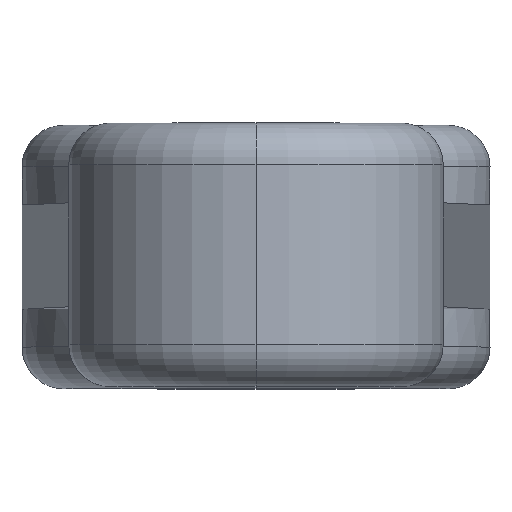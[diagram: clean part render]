
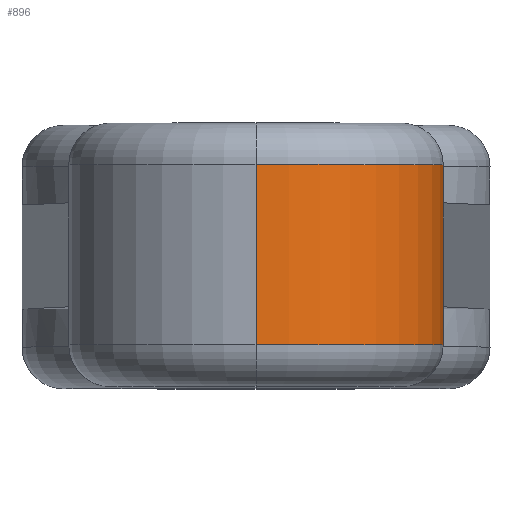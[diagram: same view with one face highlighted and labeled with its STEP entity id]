
A CAD part, top view. The second image highlights one B-rep face of the part: STEP entity #896.
In plain terms, the highlighted cylindrical face has radius 45 mm (diameter 90 mm), a partial arc.
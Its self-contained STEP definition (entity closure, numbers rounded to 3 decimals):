
#53 = VERTEX_POINT ( 'NONE', #136 ) ;
#75 = DIRECTION ( 'NONE',  ( 0., 0., 1. ) ) ;
#76 = CARTESIAN_POINT ( 'NONE',  ( 0., 31.65, 0. ) ) ;
#136 = CARTESIAN_POINT ( 'NONE',  ( 0., -21.65, -45. ) ) ;
#156 = VECTOR ( 'NONE', #953, 1000. ) ;
#172 = ORIENTED_EDGE ( 'NONE', *, *, #1036, .F. ) ;
#181 = VERTEX_POINT ( 'NONE', #858 ) ;
#194 = VERTEX_POINT ( 'NONE', #709 ) ;
#201 = CARTESIAN_POINT ( 'NONE',  ( 44.968, -12.5, 1.687 ) ) ;
#206 = LINE ( 'NONE', #278, #444 ) ;
#224 = EDGE_CURVE ( 'NONE', #905, #1200, #299, .T. ) ;
#237 = CIRCLE ( 'NONE', #1192, 45. ) ;
#263 = ORIENTED_EDGE ( 'NONE', *, *, #948, .F. ) ;
#278 = CARTESIAN_POINT ( 'NONE',  ( 0., 31.65, -45. ) ) ;
#285 = DIRECTION ( 'NONE',  ( 0., -1., 0. ) ) ;
#293 = CARTESIAN_POINT ( 'NONE',  ( 0., 31.65, -45. ) ) ;
#299 = CIRCLE ( 'NONE', #1197, 45. ) ;
#302 = CIRCLE ( 'NONE', #981, 45. ) ;
#305 = ORIENTED_EDGE ( 'NONE', *, *, #397, .T. ) ;
#316 = DIRECTION ( 'NONE',  ( 0., 1., 0. ) ) ;
#358 = DIRECTION ( 'NONE',  ( 0., -1., 0. ) ) ;
#363 = CARTESIAN_POINT ( 'NONE',  ( 0., 21.65, 0. ) ) ;
#370 = AXIS2_PLACEMENT_3D ( 'NONE', #388, #639, #483 ) ;
#388 = CARTESIAN_POINT ( 'NONE',  ( 0., -12.5, 0. ) ) ;
#397 = EDGE_CURVE ( 'NONE', #181, #529, #552, .T. ) ;
#439 = EDGE_CURVE ( 'NONE', #905, #542, #206, .T. ) ;
#441 = DIRECTION ( 'NONE',  ( 0., -1., 0. ) ) ;
#444 = VECTOR ( 'NONE', #1151, 1000. ) ;
#446 = CARTESIAN_POINT ( 'NONE',  ( 44.968, 12.5, 1.687 ) ) ;
#472 = DIRECTION ( 'NONE',  ( 0., -1., 0. ) ) ;
#479 = DIRECTION ( 'NONE',  ( 0., 0., 1. ) ) ;
#483 = DIRECTION ( 'NONE',  ( 0., 0., 1. ) ) ;
#515 = AXIS2_PLACEMENT_3D ( 'NONE', #76, #441, #528 ) ;
#525 = EDGE_CURVE ( 'NONE', #194, #53, #237, .T. ) ;
#528 = DIRECTION ( 'NONE',  ( 0., 0., -1. ) ) ;
#529 = VERTEX_POINT ( 'NONE', #201 ) ;
#536 = ORIENTED_EDGE ( 'NONE', *, *, #439, .F. ) ;
#542 = VERTEX_POINT ( 'NONE', #573 ) ;
#552 = CIRCLE ( 'NONE', #370, 45. ) ;
#567 = LINE ( 'NONE', #293, #1073 ) ;
#573 = CARTESIAN_POINT ( 'NONE',  ( 0., 12.5, -45. ) ) ;
#584 = DIRECTION ( 'NONE',  ( 0., 0., 1. ) ) ;
#639 = DIRECTION ( 'NONE',  ( 0., -1., 0. ) ) ;
#651 = EDGE_CURVE ( 'NONE', #542, #901, #302, .T. ) ;
#680 = LINE ( 'NONE', #1140, #156 ) ;
#709 = CARTESIAN_POINT ( 'NONE',  ( 0., -21.65, 45. ) ) ;
#729 = ORIENTED_EDGE ( 'NONE', *, *, #651, .F. ) ;
#733 = CARTESIAN_POINT ( 'NONE',  ( 0., 21.65, -45. ) ) ;
#751 = VECTOR ( 'NONE', #358, 1000. ) ;
#858 = CARTESIAN_POINT ( 'NONE',  ( 0., -12.5, -45. ) ) ;
#889 = ORIENTED_EDGE ( 'NONE', *, *, #525, .T. ) ;
#896 = ADVANCED_FACE ( 'NONE', ( #1216 ), #1007, .T. ) ;
#901 = VERTEX_POINT ( 'NONE', #446 ) ;
#905 = VERTEX_POINT ( 'NONE', #733 ) ;
#909 = EDGE_LOOP ( 'NONE', ( #1081, #940, #889, #172, #305, #263, #729, #536 ) ) ;
#940 = ORIENTED_EDGE ( 'NONE', *, *, #1115, .T. ) ;
#948 = EDGE_CURVE ( 'NONE', #901, #529, #1106, .T. ) ;
#953 = DIRECTION ( 'NONE',  ( 0., -1., 0. ) ) ;
#981 = AXIS2_PLACEMENT_3D ( 'NONE', #1062, #472, #584 ) ;
#1007 = CYLINDRICAL_SURFACE ( 'NONE', #515, 45. ) ;
#1036 = EDGE_CURVE ( 'NONE', #181, #53, #567, .T. ) ;
#1052 = CARTESIAN_POINT ( 'NONE',  ( 0., 21.65, 45. ) ) ;
#1062 = CARTESIAN_POINT ( 'NONE',  ( 0., 12.5, 0. ) ) ;
#1073 = VECTOR ( 'NONE', #285, 1000. ) ;
#1081 = ORIENTED_EDGE ( 'NONE', *, *, #224, .T. ) ;
#1088 = DIRECTION ( 'NONE',  ( 0., -1., 0. ) ) ;
#1106 = LINE ( 'NONE', #1195, #751 ) ;
#1115 = EDGE_CURVE ( 'NONE', #1200, #194, #680, .T. ) ;
#1140 = CARTESIAN_POINT ( 'NONE',  ( 0., 31.65, 45. ) ) ;
#1146 = CARTESIAN_POINT ( 'NONE',  ( 0., -21.65, 0. ) ) ;
#1151 = DIRECTION ( 'NONE',  ( 0., -1., 0. ) ) ;
#1192 = AXIS2_PLACEMENT_3D ( 'NONE', #1146, #316, #479 ) ;
#1195 = CARTESIAN_POINT ( 'NONE',  ( 44.968, 12.5, 1.687 ) ) ;
#1197 = AXIS2_PLACEMENT_3D ( 'NONE', #363, #1088, #75 ) ;
#1200 = VERTEX_POINT ( 'NONE', #1052 ) ;
#1216 = FACE_OUTER_BOUND ( 'NONE', #909, .T. ) ;
